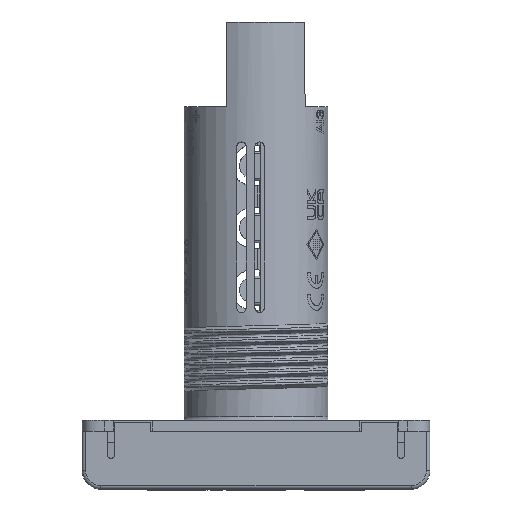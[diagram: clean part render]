
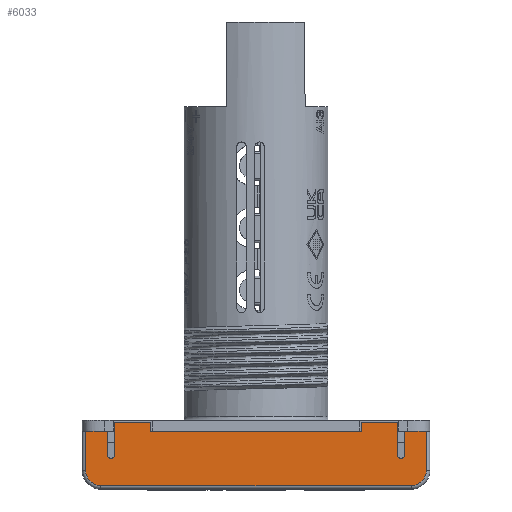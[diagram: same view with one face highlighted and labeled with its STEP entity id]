
A CAD part, front view. The second image highlights one B-rep face of the part: STEP entity #6033.
In plain terms, the highlighted planar face has unit normal (0, -1, 0).
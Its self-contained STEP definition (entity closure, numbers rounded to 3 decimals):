
#5406=CARTESIAN_POINT('',(0.5,0.,8.));
#5407=VERTEX_POINT('',#5406);
#5415=CARTESIAN_POINT('',(3.5,0.,8.));
#5416=VERTEX_POINT('',#5415);
#5417=CARTESIAN_POINT('',(3.5,0.,8.));
#5418=DIRECTION('',(-1.,-0.,0.));
#5419=VECTOR('',#5418,3.);
#5420=LINE('',#5417,#5419);
#5421=EDGE_CURVE('',#5416,#5407,#5420,.T.);
#5554=CARTESIAN_POINT('',(44.5,0.,8.));
#5555=VERTEX_POINT('',#5554);
#5562=CARTESIAN_POINT('',(47.5,0.,8.));
#5563=VERTEX_POINT('',#5562);
#5564=CARTESIAN_POINT('',(47.5,0.,8.));
#5565=DIRECTION('',(-1.,0.,0.));
#5566=VECTOR('',#5565,3.);
#5567=LINE('',#5564,#5566);
#5568=EDGE_CURVE('',#5563,#5555,#5567,.T.);
#5884=CARTESIAN_POINT('',(0.5,0.,2.6));
#5885=VERTEX_POINT('',#5884);
#5893=CARTESIAN_POINT('',(0.5,0.,2.6));
#5894=DIRECTION('',(0.,0.,1.));
#5895=VECTOR('',#5894,5.4);
#5896=LINE('',#5893,#5895);
#5897=EDGE_CURVE('',#5885,#5407,#5896,.T.);
#5903=CARTESIAN_POINT('',(0.,0.,0.));
#5904=DIRECTION('',(0.,-1.,0.));
#5905=DIRECTION('',(1.,0.,0.));
#5906=AXIS2_PLACEMENT_3D('',#5903,#5904,#5905);
#5907=PLANE('',#5906);
#5908=CARTESIAN_POINT('',(3.5,0.,4.758));
#5909=VERTEX_POINT('',#5908);
#5910=CARTESIAN_POINT('',(3.5,0.,4.758));
#5911=DIRECTION('',(0.,0.,1.));
#5912=VECTOR('',#5911,3.242);
#5913=LINE('',#5910,#5912);
#5914=EDGE_CURVE('',#5909,#5416,#5913,.T.);
#5915=ORIENTED_EDGE('',*,*,#5914,.T.);
#5916=ORIENTED_EDGE('',*,*,#5421,.T.);
#5917=ORIENTED_EDGE('',*,*,#5897,.F.);
#5918=CARTESIAN_POINT('',(2.6,0.,0.5));
#5919=VERTEX_POINT('',#5918);
#5920=CARTESIAN_POINT('',(2.6,0.,2.6));
#5921=DIRECTION('',(0.,1.,-0.));
#5922=DIRECTION('',(-1.,0.,0.));
#5923=AXIS2_PLACEMENT_3D('',#5920,#5921,#5922);
#5924=CIRCLE('',#5923,2.1);
#5925=EDGE_CURVE('',#5919,#5885,#5924,.T.);
#5926=ORIENTED_EDGE('',*,*,#5925,.F.);
#5927=CARTESIAN_POINT('',(45.4,0.,0.5));
#5928=VERTEX_POINT('',#5927);
#5929=CARTESIAN_POINT('',(2.6,0.,0.5));
#5930=DIRECTION('',(1.,0.,-0.));
#5931=VECTOR('',#5930,42.8);
#5932=LINE('',#5929,#5931);
#5933=EDGE_CURVE('',#5919,#5928,#5932,.T.);
#5934=ORIENTED_EDGE('',*,*,#5933,.T.);
#5935=CARTESIAN_POINT('',(47.5,0.,2.6));
#5936=VERTEX_POINT('',#5935);
#5937=CARTESIAN_POINT('',(45.4,0.,2.6));
#5938=DIRECTION('',(0.,1.,0.));
#5939=DIRECTION('',(-0.,0.,-1.));
#5940=AXIS2_PLACEMENT_3D('',#5937,#5938,#5939);
#5941=CIRCLE('',#5940,2.1);
#5942=EDGE_CURVE('',#5936,#5928,#5941,.T.);
#5943=ORIENTED_EDGE('',*,*,#5942,.F.);
#5944=CARTESIAN_POINT('',(47.5,0.,2.6));
#5945=DIRECTION('',(0.,0.,1.));
#5946=VECTOR('',#5945,5.4);
#5947=LINE('',#5944,#5946);
#5948=EDGE_CURVE('',#5936,#5563,#5947,.T.);
#5949=ORIENTED_EDGE('',*,*,#5948,.T.);
#5950=ORIENTED_EDGE('',*,*,#5568,.T.);
#5951=CARTESIAN_POINT('',(44.5,0.,4.758));
#5952=VERTEX_POINT('',#5951);
#5953=CARTESIAN_POINT('',(44.5,0.,8.));
#5954=DIRECTION('',(0.,-0.,-1.));
#5955=VECTOR('',#5954,3.242);
#5956=LINE('',#5953,#5955);
#5957=EDGE_CURVE('',#5555,#5952,#5956,.T.);
#5958=ORIENTED_EDGE('',*,*,#5957,.T.);
#5959=CARTESIAN_POINT('',(43.5,0.,4.758));
#5960=VERTEX_POINT('',#5959);
#5961=CARTESIAN_POINT('',(44.,0.,4.758));
#5962=DIRECTION('',(0.,-1.,0.));
#5963=DIRECTION('',(1.,0.,0.));
#5964=AXIS2_PLACEMENT_3D('',#5961,#5962,#5963);
#5965=CIRCLE('',#5964,0.5);
#5966=EDGE_CURVE('',#5960,#5952,#5965,.T.);
#5967=ORIENTED_EDGE('',*,*,#5966,.F.);
#5968=CARTESIAN_POINT('',(43.5,0.,9.258));
#5969=VERTEX_POINT('',#5968);
#5970=CARTESIAN_POINT('',(43.5,0.,4.758));
#5971=DIRECTION('',(0.,0.,1.));
#5972=VECTOR('',#5971,4.5);
#5973=LINE('',#5970,#5972);
#5974=EDGE_CURVE('',#5960,#5969,#5973,.T.);
#5975=ORIENTED_EDGE('',*,*,#5974,.T.);
#5976=CARTESIAN_POINT('',(38.5,0.,9.258));
#5977=VERTEX_POINT('',#5976);
#5978=CARTESIAN_POINT('',(43.5,0.,9.258));
#5979=DIRECTION('',(-1.,-0.,0.));
#5980=VECTOR('',#5979,5.);
#5981=LINE('',#5978,#5980);
#5982=EDGE_CURVE('',#5969,#5977,#5981,.T.);
#5983=ORIENTED_EDGE('',*,*,#5982,.T.);
#5984=CARTESIAN_POINT('',(38.5,0.,8.));
#5985=VERTEX_POINT('',#5984);
#5986=CARTESIAN_POINT('',(38.5,0.,9.258));
#5987=DIRECTION('',(0.,0.,-1.));
#5988=VECTOR('',#5987,1.258);
#5989=LINE('',#5986,#5988);
#5990=EDGE_CURVE('',#5977,#5985,#5989,.T.);
#5991=ORIENTED_EDGE('',*,*,#5990,.T.);
#5992=CARTESIAN_POINT('',(9.5,0.,8.));
#5993=VERTEX_POINT('',#5992);
#5994=CARTESIAN_POINT('',(38.5,0.,8.));
#5995=DIRECTION('',(-1.,-0.,0.));
#5996=VECTOR('',#5995,29.);
#5997=LINE('',#5994,#5996);
#5998=EDGE_CURVE('',#5985,#5993,#5997,.T.);
#5999=ORIENTED_EDGE('',*,*,#5998,.T.);
#6000=CARTESIAN_POINT('',(9.5,0.,9.258));
#6001=VERTEX_POINT('',#6000);
#6002=CARTESIAN_POINT('',(9.5,0.,8.));
#6003=DIRECTION('',(0.,-0.,1.));
#6004=VECTOR('',#6003,1.258);
#6005=LINE('',#6002,#6004);
#6006=EDGE_CURVE('',#5993,#6001,#6005,.T.);
#6007=ORIENTED_EDGE('',*,*,#6006,.T.);
#6008=CARTESIAN_POINT('',(4.5,0.,9.258));
#6009=VERTEX_POINT('',#6008);
#6010=CARTESIAN_POINT('',(9.5,0.,9.258));
#6011=DIRECTION('',(-1.,-0.,0.));
#6012=VECTOR('',#6011,5.);
#6013=LINE('',#6010,#6012);
#6014=EDGE_CURVE('',#6001,#6009,#6013,.T.);
#6015=ORIENTED_EDGE('',*,*,#6014,.T.);
#6016=CARTESIAN_POINT('',(4.5,0.,4.758));
#6017=VERTEX_POINT('',#6016);
#6018=CARTESIAN_POINT('',(4.5,0.,9.258));
#6019=DIRECTION('',(0.,-0.,-1.));
#6020=VECTOR('',#6019,4.5);
#6021=LINE('',#6018,#6020);
#6022=EDGE_CURVE('',#6009,#6017,#6021,.T.);
#6023=ORIENTED_EDGE('',*,*,#6022,.T.);
#6024=CARTESIAN_POINT('',(4.,0.,4.758));
#6025=DIRECTION('',(0.,-1.,0.));
#6026=DIRECTION('',(1.,0.,0.));
#6027=AXIS2_PLACEMENT_3D('',#6024,#6025,#6026);
#6028=CIRCLE('',#6027,0.5);
#6029=EDGE_CURVE('',#5909,#6017,#6028,.T.);
#6030=ORIENTED_EDGE('',*,*,#6029,.F.);
#6031=EDGE_LOOP('',(#5915,#5916,#5917,#5926,#5934,#5943,#5949,#5950,#5958,#5967,#5975,#5983,#5991,#5999,#6007,#6015,#6023,#6030));
#6032=FACE_BOUND('',#6031,.T.);
#6033=ADVANCED_FACE('',(#6032),#5907,.T.);
